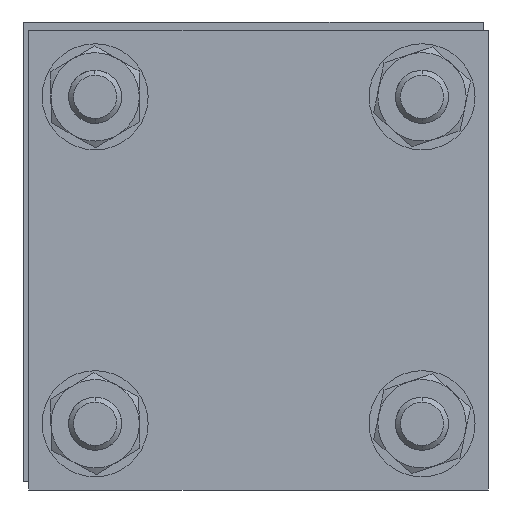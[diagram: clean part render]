
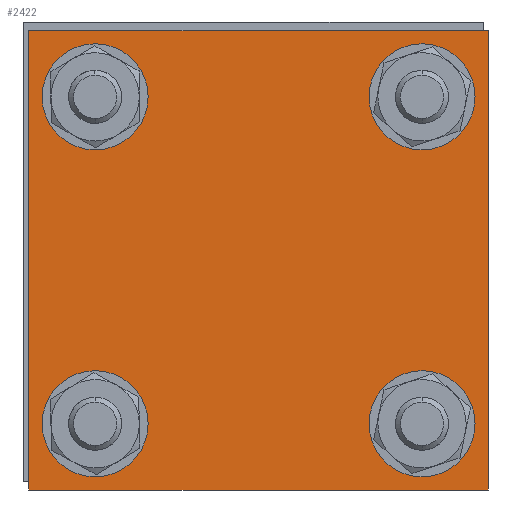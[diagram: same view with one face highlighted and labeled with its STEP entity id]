
A CAD part, front view. The second image highlights one B-rep face of the part: STEP entity #2422.
In plain terms, the highlighted planar face has unit normal (0, -1, 0).
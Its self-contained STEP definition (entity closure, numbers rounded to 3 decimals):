
#44 = VERTEX_POINT ( 'NONE', #4622 ) ;
#46 = FACE_OUTER_BOUND ( 'NONE', #2983, .T. ) ;
#92 = CARTESIAN_POINT ( 'NONE',  ( 0., -2., 0. ) ) ;
#102 = DIRECTION ( 'NONE',  ( 0., 0., 1. ) ) ;
#163 = LINE ( 'NONE', #2029, #777 ) ;
#164 = ORIENTED_EDGE ( 'NONE', *, *, #1934, .T. ) ;
#165 = ORIENTED_EDGE ( 'NONE', *, *, #1277, .F. ) ;
#209 = CARTESIAN_POINT ( 'NONE',  ( -18.5, -2., 22. ) ) ;
#253 = ORIENTED_EDGE ( 'NONE', *, *, #1992, .T. ) ;
#349 = AXIS2_PLACEMENT_3D ( 'NONE', #3878, #1272, #2702 ) ;
#359 = FACE_BOUND ( 'NONE', #4434, .T. ) ;
#367 = DIRECTION ( 'NONE',  ( 0., 0., 1. ) ) ;
#452 = CARTESIAN_POINT ( 'NONE',  ( 18.5, -2., 22. ) ) ;
#507 = CIRCLE ( 'NONE', #349, 3.5 ) ;
#595 = VERTEX_POINT ( 'NONE', #3655 ) ;
#601 = ORIENTED_EDGE ( 'NONE', *, *, #3089, .F. ) ;
#635 = AXIS2_PLACEMENT_3D ( 'NONE', #1931, #4481, #844 ) ;
#702 = CIRCLE ( 'NONE', #3138, 3.5 ) ;
#742 = VERTEX_POINT ( 'NONE', #2277 ) ;
#744 = CARTESIAN_POINT ( 'NONE',  ( -26., -2., 26. ) ) ;
#777 = VECTOR ( 'NONE', #1284, 1000. ) ;
#808 = CARTESIAN_POINT ( 'NONE',  ( -26., -2., 26. ) ) ;
#832 = DIRECTION ( 'NONE',  ( 0., 0., -1. ) ) ;
#844 = DIRECTION ( 'NONE',  ( 0., 0., 1. ) ) ;
#846 = AXIS2_PLACEMENT_3D ( 'NONE', #2744, #1007, #1737 ) ;
#981 = ORIENTED_EDGE ( 'NONE', *, *, #2184, .F. ) ;
#986 = EDGE_CURVE ( 'NONE', #595, #742, #507, .T. ) ;
#1007 = DIRECTION ( 'NONE',  ( 0., 1., 0. ) ) ;
#1029 = EDGE_CURVE ( 'NONE', #3780, #1338, #4371, .T. ) ;
#1167 = CIRCLE ( 'NONE', #2765, 3.5 ) ;
#1176 = VERTEX_POINT ( 'NONE', #452 ) ;
#1184 = CARTESIAN_POINT ( 'NONE',  ( 18.5, -2., 15. ) ) ;
#1239 = VERTEX_POINT ( 'NONE', #209 ) ;
#1240 = DIRECTION ( 'NONE',  ( 0., 0., 1. ) ) ;
#1272 = DIRECTION ( 'NONE',  ( 0., 1., 0. ) ) ;
#1277 = EDGE_CURVE ( 'NONE', #2599, #3070, #1664, .T. ) ;
#1284 = DIRECTION ( 'NONE',  ( -1., 0., 0. ) ) ;
#1338 = VERTEX_POINT ( 'NONE', #2833 ) ;
#1389 = VECTOR ( 'NONE', #2939, 1000. ) ;
#1406 = DIRECTION ( 'NONE',  ( 0., 0., 1. ) ) ;
#1418 = CARTESIAN_POINT ( 'NONE',  ( 26., -2., 26. ) ) ;
#1524 = DIRECTION ( 'NONE',  ( 0., 1., 0. ) ) ;
#1658 = AXIS2_PLACEMENT_3D ( 'NONE', #4318, #4269, #2478 ) ;
#1664 = LINE ( 'NONE', #4162, #4470 ) ;
#1737 = DIRECTION ( 'NONE',  ( 0., 0., 1. ) ) ;
#1754 = EDGE_CURVE ( 'NONE', #1176, #1843, #3934, .T. ) ;
#1843 = VERTEX_POINT ( 'NONE', #1184 ) ;
#1848 = CIRCLE ( 'NONE', #3591, 3.5 ) ;
#1849 = ORIENTED_EDGE ( 'NONE', *, *, #3560, .T. ) ;
#1878 = DIRECTION ( 'NONE',  ( 0., -1., 0. ) ) ;
#1886 = CARTESIAN_POINT ( 'NONE',  ( -18.5, -2., -18.5 ) ) ;
#1931 = CARTESIAN_POINT ( 'NONE',  ( 18.5, -2., -18.5 ) ) ;
#1934 = EDGE_CURVE ( 'NONE', #2007, #1239, #1848, .T. ) ;
#1975 = CARTESIAN_POINT ( 'NONE',  ( 26., -2., 26. ) ) ;
#1992 = EDGE_CURVE ( 'NONE', #1239, #2007, #3901, .T. ) ;
#2007 = VERTEX_POINT ( 'NONE', #3407 ) ;
#2029 = CARTESIAN_POINT ( 'NONE',  ( -26., -2., -26. ) ) ;
#2184 = EDGE_CURVE ( 'NONE', #3070, #3780, #2420, .T. ) ;
#2277 = CARTESIAN_POINT ( 'NONE',  ( 18.5, -2., -22. ) ) ;
#2289 = CARTESIAN_POINT ( 'NONE',  ( -18.5, -2., -15. ) ) ;
#2320 = PLANE ( 'NONE',  #4655 ) ;
#2373 = ORIENTED_EDGE ( 'NONE', *, *, #986, .T. ) ;
#2419 = ORIENTED_EDGE ( 'NONE', *, *, #3414, .T. ) ;
#2420 = LINE ( 'NONE', #744, #1389 ) ;
#2422 = ADVANCED_FACE ( 'NONE', ( #3299, #3996, #3630, #359, #46 ), #2320, .T. ) ;
#2437 = CARTESIAN_POINT ( 'NONE',  ( -26., -2., -26. ) ) ;
#2472 = DIRECTION ( 'NONE',  ( 0., 1., 0. ) ) ;
#2478 = DIRECTION ( 'NONE',  ( 0., 0., 1. ) ) ;
#2542 = CARTESIAN_POINT ( 'NONE',  ( -18.5, -2., 18.5 ) ) ;
#2599 = VERTEX_POINT ( 'NONE', #2437 ) ;
#2620 = CIRCLE ( 'NONE', #635, 3.5 ) ;
#2702 = DIRECTION ( 'NONE',  ( 0., 0., 1. ) ) ;
#2744 = CARTESIAN_POINT ( 'NONE',  ( -18.5, -2., 18.5 ) ) ;
#2765 = AXIS2_PLACEMENT_3D ( 'NONE', #3999, #2472, #3928 ) ;
#2769 = AXIS2_PLACEMENT_3D ( 'NONE', #1886, #4476, #102 ) ;
#2833 = CARTESIAN_POINT ( 'NONE',  ( 26., -2., -26. ) ) ;
#2939 = DIRECTION ( 'NONE',  ( 1., 0., 0. ) ) ;
#2963 = VERTEX_POINT ( 'NONE', #2289 ) ;
#2983 = EDGE_LOOP ( 'NONE', ( #4459, #981, #165, #601 ) ) ;
#3070 = VERTEX_POINT ( 'NONE', #808 ) ;
#3077 = ORIENTED_EDGE ( 'NONE', *, *, #4182, .T. ) ;
#3089 = EDGE_CURVE ( 'NONE', #1338, #2599, #163, .T. ) ;
#3138 = AXIS2_PLACEMENT_3D ( 'NONE', #3576, #3939, #1406 ) ;
#3147 = CIRCLE ( 'NONE', #2769, 3.5 ) ;
#3299 = FACE_BOUND ( 'NONE', #3469, .T. ) ;
#3407 = CARTESIAN_POINT ( 'NONE',  ( -18.5, -2., 15. ) ) ;
#3414 = EDGE_CURVE ( 'NONE', #1843, #1176, #702, .T. ) ;
#3417 = EDGE_LOOP ( 'NONE', ( #253, #164 ) ) ;
#3469 = EDGE_LOOP ( 'NONE', ( #4345, #2419 ) ) ;
#3560 = EDGE_CURVE ( 'NONE', #44, #2963, #1167, .T. ) ;
#3576 = CARTESIAN_POINT ( 'NONE',  ( 18.5, -2., 18.5 ) ) ;
#3591 = AXIS2_PLACEMENT_3D ( 'NONE', #2542, #1524, #367 ) ;
#3630 = FACE_BOUND ( 'NONE', #3640, .T. ) ;
#3640 = EDGE_LOOP ( 'NONE', ( #4418, #1849 ) ) ;
#3655 = CARTESIAN_POINT ( 'NONE',  ( 18.5, -2., -15. ) ) ;
#3780 = VERTEX_POINT ( 'NONE', #1975 ) ;
#3878 = CARTESIAN_POINT ( 'NONE',  ( 18.5, -2., -18.5 ) ) ;
#3901 = CIRCLE ( 'NONE', #846, 3.5 ) ;
#3928 = DIRECTION ( 'NONE',  ( 0., 0., 1. ) ) ;
#3934 = CIRCLE ( 'NONE', #1658, 3.5 ) ;
#3939 = DIRECTION ( 'NONE',  ( 0., 1., 0. ) ) ;
#3996 = FACE_BOUND ( 'NONE', #3417, .T. ) ;
#3999 = CARTESIAN_POINT ( 'NONE',  ( -18.5, -2., -18.5 ) ) ;
#4162 = CARTESIAN_POINT ( 'NONE',  ( -26., -2., 26. ) ) ;
#4182 = EDGE_CURVE ( 'NONE', #742, #595, #2620, .T. ) ;
#4269 = DIRECTION ( 'NONE',  ( 0., 1., 0. ) ) ;
#4306 = DIRECTION ( 'NONE',  ( 0., 0., -1. ) ) ;
#4318 = CARTESIAN_POINT ( 'NONE',  ( 18.5, -2., 18.5 ) ) ;
#4345 = ORIENTED_EDGE ( 'NONE', *, *, #1754, .T. ) ;
#4371 = LINE ( 'NONE', #1418, #4693 ) ;
#4418 = ORIENTED_EDGE ( 'NONE', *, *, #4612, .T. ) ;
#4434 = EDGE_LOOP ( 'NONE', ( #2373, #3077 ) ) ;
#4459 = ORIENTED_EDGE ( 'NONE', *, *, #1029, .F. ) ;
#4470 = VECTOR ( 'NONE', #1240, 1000. ) ;
#4476 = DIRECTION ( 'NONE',  ( 0., 1., 0. ) ) ;
#4481 = DIRECTION ( 'NONE',  ( 0., 1., 0. ) ) ;
#4612 = EDGE_CURVE ( 'NONE', #2963, #44, #3147, .T. ) ;
#4622 = CARTESIAN_POINT ( 'NONE',  ( -18.5, -2., -22. ) ) ;
#4655 = AXIS2_PLACEMENT_3D ( 'NONE', #92, #1878, #832 ) ;
#4693 = VECTOR ( 'NONE', #4306, 1000. ) ;
